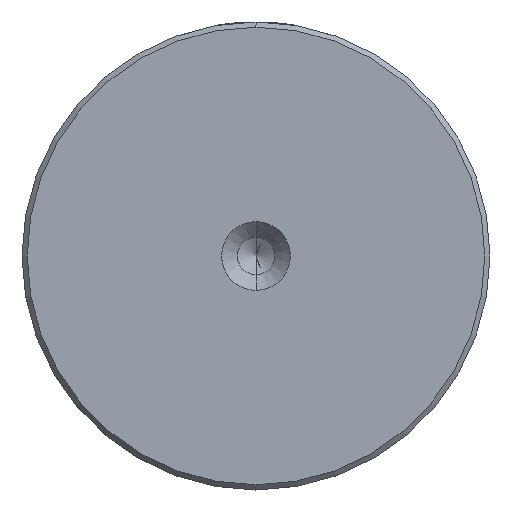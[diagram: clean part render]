
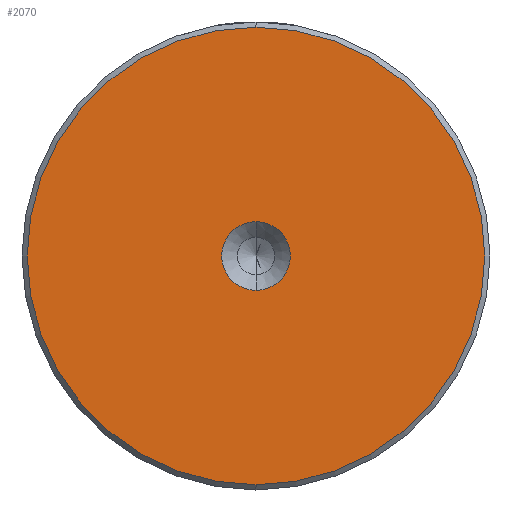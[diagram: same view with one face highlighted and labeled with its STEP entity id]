
A CAD part, left-side view. The second image highlights one B-rep face of the part: STEP entity #2070.
In plain terms, the highlighted planar face has unit normal (-1, 0, 0).
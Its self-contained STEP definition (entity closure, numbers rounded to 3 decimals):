
#170 = CARTESIAN_POINT ( 'NONE',  ( 0., 0., 3.3 ) ) ;
#202 = VERTEX_POINT ( 'NONE', #731 ) ;
#260 = CARTESIAN_POINT ( 'NONE',  ( 0., 0., 0. ) ) ;
#335 = VERTEX_POINT ( 'NONE', #380 ) ;
#380 = CARTESIAN_POINT ( 'NONE',  ( 0., 0., -3.3 ) ) ;
#458 = DIRECTION ( 'NONE',  ( 0., 0., 1. ) ) ;
#483 = CIRCLE ( 'NONE', #1664, 3.3 ) ;
#497 = CARTESIAN_POINT ( 'NONE',  ( 0., 0., 0. ) ) ;
#548 = DIRECTION ( 'NONE',  ( 0., 0., 1. ) ) ;
#564 = ORIENTED_EDGE ( 'NONE', *, *, #2233, .F. ) ;
#579 = CARTESIAN_POINT ( 'NONE',  ( 0., 0., 0. ) ) ;
#602 = PLANE ( 'NONE',  #1190 ) ;
#608 = AXIS2_PLACEMENT_3D ( 'NONE', #260, #1622, #458 ) ;
#700 = DIRECTION ( 'NONE',  ( 0., 0., 1. ) ) ;
#731 = CARTESIAN_POINT ( 'NONE',  ( 0., 0., -22. ) ) ;
#789 = DIRECTION ( 'NONE',  ( 0., 0., 1. ) ) ;
#808 = DIRECTION ( 'NONE',  ( -1., 0., 0. ) ) ;
#842 = CARTESIAN_POINT ( 'NONE',  ( 0., 0., 22. ) ) ;
#859 = ORIENTED_EDGE ( 'NONE', *, *, #1595, .F. ) ;
#979 = EDGE_CURVE ( 'NONE', #202, #1985, #1325, .T. ) ;
#1104 = CIRCLE ( 'NONE', #1490, 22. ) ;
#1152 = EDGE_LOOP ( 'NONE', ( #2358, #1570 ) ) ;
#1190 = AXIS2_PLACEMENT_3D ( 'NONE', #1946, #808, #2146 ) ;
#1325 = CIRCLE ( 'NONE', #2212, 22. ) ;
#1490 = AXIS2_PLACEMENT_3D ( 'NONE', #579, #1927, #789 ) ;
#1510 = DIRECTION ( 'NONE',  ( -1., 0., 0. ) ) ;
#1522 = FACE_BOUND ( 'NONE', #1894, .T. ) ;
#1570 = ORIENTED_EDGE ( 'NONE', *, *, #1792, .T. ) ;
#1595 = EDGE_CURVE ( 'NONE', #335, #1747, #483, .T. ) ;
#1622 = DIRECTION ( 'NONE',  ( -1., 0., 0. ) ) ;
#1664 = AXIS2_PLACEMENT_3D ( 'NONE', #497, #1845, #700 ) ;
#1747 = VERTEX_POINT ( 'NONE', #170 ) ;
#1792 = EDGE_CURVE ( 'NONE', #1985, #202, #1104, .T. ) ;
#1845 = DIRECTION ( 'NONE',  ( -1., 0., 0. ) ) ;
#1894 = EDGE_LOOP ( 'NONE', ( #564, #859 ) ) ;
#1927 = DIRECTION ( 'NONE',  ( -1., 0., 0. ) ) ;
#1946 = CARTESIAN_POINT ( 'NONE',  ( 0., 0., 0. ) ) ;
#1985 = VERTEX_POINT ( 'NONE', #842 ) ;
#2028 = FACE_OUTER_BOUND ( 'NONE', #1152, .T. ) ;
#2070 = ADVANCED_FACE ( 'NONE', ( #2028, #1522 ), #602, .T. ) ;
#2146 = DIRECTION ( 'NONE',  ( 0., 0., 1. ) ) ;
#2212 = AXIS2_PLACEMENT_3D ( 'NONE', #2265, #1510, #548 ) ;
#2228 = CIRCLE ( 'NONE', #608, 3.3 ) ;
#2233 = EDGE_CURVE ( 'NONE', #1747, #335, #2228, .T. ) ;
#2265 = CARTESIAN_POINT ( 'NONE',  ( 0., 0., 0. ) ) ;
#2358 = ORIENTED_EDGE ( 'NONE', *, *, #979, .T. ) ;
